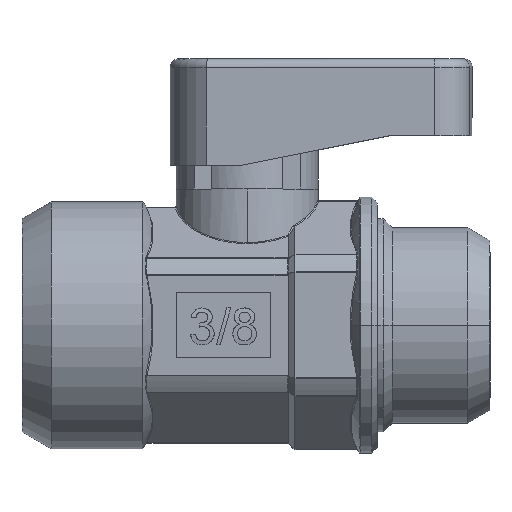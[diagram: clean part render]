
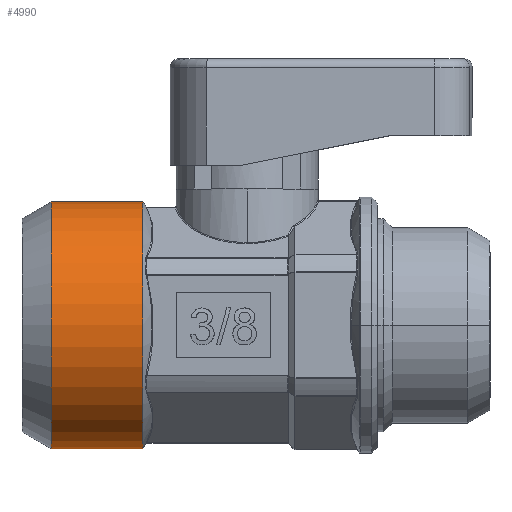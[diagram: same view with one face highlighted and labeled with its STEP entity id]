
A CAD part, top view. The second image highlights one B-rep face of the part: STEP entity #4990.
In plain terms, the highlighted cylindrical face has radius 10.435 mm (diameter 20.87 mm), a partial arc.
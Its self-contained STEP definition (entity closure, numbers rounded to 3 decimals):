
#2107 = AXIS2_PLACEMENT_3D ( 'NONE', #27978, #27979, #27977 ) ;
#4669 = CIRCLE ( 'NONE', #26441, 10.435 ) ;
#4670 = LINE ( 'NONE', #19485, #4674 ) ;
#4673 = CIRCLE ( 'NONE', #26442, 10.435 ) ;
#4674 = VECTOR ( 'NONE', #19482, 1000. ) ;
#4675 = LINE ( 'NONE', #19483, #4677 ) ;
#4677 = VECTOR ( 'NONE', #19484, 1000. ) ;
#4990 = ADVANCED_FACE ( 'NONE', ( #31788 ), #31789, .T. ) ;
#17775 = VERTEX_POINT ( 'NONE', #19111 ) ;
#17785 = VERTEX_POINT ( 'NONE', #19121 ) ;
#17788 = VERTEX_POINT ( 'NONE', #19124 ) ;
#17789 = VERTEX_POINT ( 'NONE', #19125 ) ;
#18638 = EDGE_CURVE ( 'NONE', #17775, #17785, #4669, .T. ) ;
#18640 = EDGE_CURVE ( 'NONE', #17785, #17788, #4670, .T. ) ;
#18642 = EDGE_CURVE ( 'NONE', #17788, #17789, #4673, .T. ) ;
#18645 = EDGE_CURVE ( 'NONE', #17775, #17789, #4675, .T. ) ;
#19111 = CARTESIAN_POINT ( 'NONE',  ( -16.515, 10.435, 0. ) ) ;
#19121 = CARTESIAN_POINT ( 'NONE',  ( -16.515, -10.435, 0. ) ) ;
#19124 = CARTESIAN_POINT ( 'NONE',  ( -8.789, -10.435, 0. ) ) ;
#19125 = CARTESIAN_POINT ( 'NONE',  ( -8.789, 10.435, 0. ) ) ;
#19482 = DIRECTION ( 'NONE',  ( 1., 0., 0. ) ) ;
#19483 = CARTESIAN_POINT ( 'NONE',  ( 12., 10.435, 0. ) ) ;
#19484 = DIRECTION ( 'NONE',  ( 1., 0., 0. ) ) ;
#19485 = CARTESIAN_POINT ( 'NONE',  ( 12., -10.435, 0. ) ) ;
#19486 = CARTESIAN_POINT ( 'NONE',  ( -16.515, 0., 0. ) ) ;
#19487 = DIRECTION ( 'NONE',  ( 1., 0., 0. ) ) ;
#19488 = DIRECTION ( 'NONE',  ( 0., 1., 0. ) ) ;
#19489 = CARTESIAN_POINT ( 'NONE',  ( -8.789, 0., 0. ) ) ;
#19490 = DIRECTION ( 'NONE',  ( -1., 0., 0. ) ) ;
#19491 = DIRECTION ( 'NONE',  ( 0., -1., 0. ) ) ;
#24529 = ORIENTED_EDGE ( 'NONE', *, *, #18638, .T. ) ;
#24530 = ORIENTED_EDGE ( 'NONE', *, *, #18640, .T. ) ;
#24531 = ORIENTED_EDGE ( 'NONE', *, *, #18642, .T. ) ;
#24532 = ORIENTED_EDGE ( 'NONE', *, *, #18645, .F. ) ;
#26441 = AXIS2_PLACEMENT_3D ( 'NONE', #19486, #19487, #19488 ) ;
#26442 = AXIS2_PLACEMENT_3D ( 'NONE', #19489, #19490, #19491 ) ;
#27977 = DIRECTION ( 'NONE',  ( 0., 1., 0. ) ) ;
#27978 = CARTESIAN_POINT ( 'NONE',  ( 12., 0., 0. ) ) ;
#27979 = DIRECTION ( 'NONE',  ( 1., 0., 0. ) ) ;
#30703 = EDGE_LOOP ( 'NONE', ( #24529, #24530, #24531, #24532 ) ) ;
#31788 = FACE_OUTER_BOUND ( 'NONE', #30703, .T. ) ;
#31789 = CYLINDRICAL_SURFACE ( 'NONE', #2107, 10.435 ) ;
